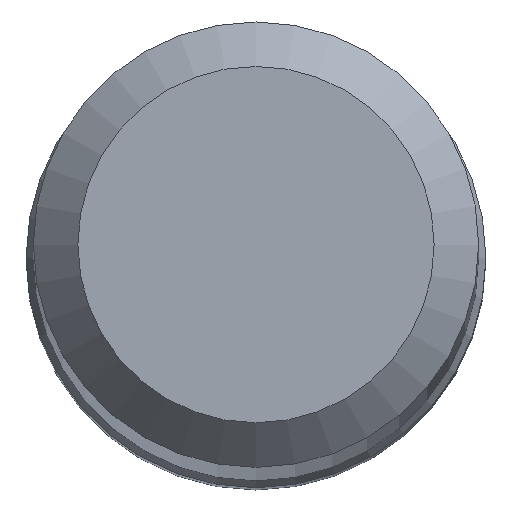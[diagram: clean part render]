
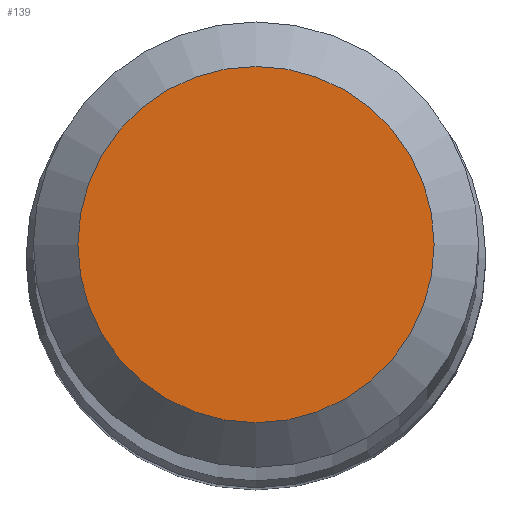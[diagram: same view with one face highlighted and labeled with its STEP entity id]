
A CAD part, top view. The second image highlights one B-rep face of the part: STEP entity #139.
In plain terms, the highlighted planar face has unit normal (0, 0, 1).
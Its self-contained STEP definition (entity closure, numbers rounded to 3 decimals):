
#22 = DIRECTION ( 'NONE',  ( 0., 0., -1. ) ) ;
#43 = ORIENTED_EDGE ( 'NONE', *, *, #151, .F. ) ;
#49 = CIRCLE ( 'NONE', #236, 1.6 ) ;
#64 = EDGE_LOOP ( 'NONE', ( #43 ) ) ;
#85 = CARTESIAN_POINT ( 'NONE',  ( 0., 1.6, 80. ) ) ;
#86 = AXIS2_PLACEMENT_3D ( 'NONE', #129, #22, #143 ) ;
#89 = VERTEX_POINT ( 'NONE', #85 ) ;
#102 = FACE_OUTER_BOUND ( 'NONE', #64, .T. ) ;
#129 = CARTESIAN_POINT ( 'NONE',  ( 0., 0., 80. ) ) ;
#130 = DIRECTION ( 'NONE',  ( 0., 0., -1. ) ) ;
#139 = ADVANCED_FACE ( 'NONE', ( #102 ), #174, .F. ) ;
#143 = DIRECTION ( 'NONE',  ( 0., 1., 0. ) ) ;
#151 = EDGE_CURVE ( 'NONE', #89, #89, #49, .T. ) ;
#165 = DIRECTION ( 'NONE',  ( 0., 1., 0. ) ) ;
#174 = PLANE ( 'NONE',  #86 ) ;
#181 = CARTESIAN_POINT ( 'NONE',  ( 0., 0., 80. ) ) ;
#236 = AXIS2_PLACEMENT_3D ( 'NONE', #181, #130, #165 ) ;
